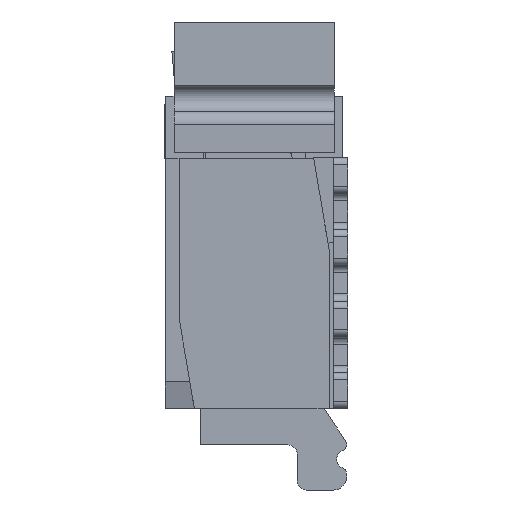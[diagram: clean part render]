
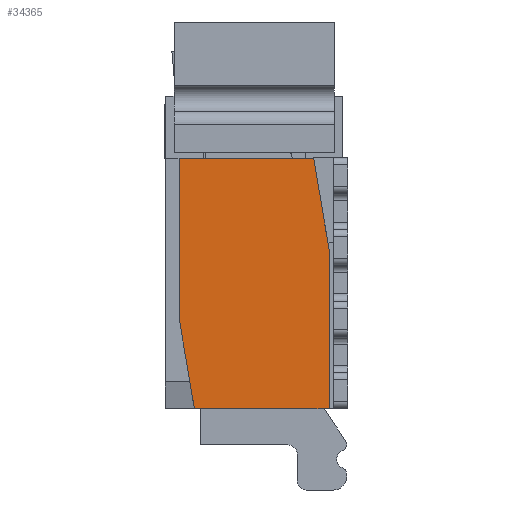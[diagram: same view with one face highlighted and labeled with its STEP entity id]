
A CAD part, left-side view. The second image highlights one B-rep face of the part: STEP entity #34365.
In plain terms, the highlighted planar face has unit normal (-1, 0, 0).
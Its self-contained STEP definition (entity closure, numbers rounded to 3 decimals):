
#132=DIRECTION('',(0.,1.,0.));
#133=VECTOR('',#132,1.885);
#134=CARTESIAN_POINT('',(-17.565,-0.835,-0.87));
#135=LINE('',#134,#133);
#12784=DIRECTION('',(0.,0.167,0.986));
#12785=VECTOR('',#12784,1.288);
#12786=CARTESIAN_POINT('',(-17.565,0.835,-4.37));
#12787=LINE('',#12786,#12785);
#12788=DIRECTION('',(0.,0.,-1.));
#12789=VECTOR('',#12788,2.23);
#12790=CARTESIAN_POINT('',(-17.565,1.05,-0.87));
#12791=LINE('',#12790,#12789);
#12792=DIRECTION('',(0.,-0.167,-0.986));
#12793=VECTOR('',#12792,1.288);
#12794=CARTESIAN_POINT('',(-17.565,-0.835,-0.87));
#12795=LINE('',#12794,#12793);
#12796=DIRECTION('',(0.,0.,-1.));
#12797=VECTOR('',#12796,2.23);
#12798=CARTESIAN_POINT('',(-17.565,-1.05,-2.14));
#12799=LINE('',#12798,#12797);
#12800=DIRECTION('',(0.,1.,0.));
#12801=VECTOR('',#12800,1.885);
#12802=CARTESIAN_POINT('',(-17.565,-1.05,-4.37));
#12803=LINE('',#12802,#12801);
#12901=CARTESIAN_POINT('',(-17.565,1.05,-0.87));
#12903=VERTEX_POINT('',#12901);
#12916=CARTESIAN_POINT('',(-17.565,-1.05,-4.37));
#12917=VERTEX_POINT('',#12916);
#13390=CARTESIAN_POINT('',(-17.565,0.835,-4.37));
#13391=CARTESIAN_POINT('',(-17.565,1.05,-3.1));
#13392=VERTEX_POINT('',#13390);
#13393=VERTEX_POINT('',#13391);
#13394=CARTESIAN_POINT('',(-17.565,-0.835,-0.87));
#13395=CARTESIAN_POINT('',(-17.565,-1.05,-2.14));
#13396=VERTEX_POINT('',#13394);
#13397=VERTEX_POINT('',#13395);
#34350=CARTESIAN_POINT('',(-17.565,-1.245,-4.37));
#34351=DIRECTION('',(-1.,0.,0.));
#34352=DIRECTION('',(0.,0.,1.));
#34353=AXIS2_PLACEMENT_3D('',#34350,#34351,#34352);
#34354=PLANE('',#34353);
#34356=ORIENTED_EDGE('',*,*,#34355,.T.);
#34358=ORIENTED_EDGE('',*,*,#34357,.F.);
#34359=ORIENTED_EDGE('',*,*,#16932,.F.);
#34360=ORIENTED_EDGE('',*,*,#34317,.T.);
#34361=ORIENTED_EDGE('',*,*,#34345,.T.);
#34362=ORIENTED_EDGE('',*,*,#17100,.T.);
#34363=EDGE_LOOP('',(#34356,#34358,#34359,#34360,#34361,#34362));
#34364=FACE_OUTER_BOUND('',#34363,.F.);
#34365=ADVANCED_FACE('',(#34364),#34354,.T.);
#16932=EDGE_CURVE('',#13396,#12903,#135,.T.);
#17100=EDGE_CURVE('',#12917,#13392,#12803,.T.);
#34317=EDGE_CURVE('',#13396,#13397,#12795,.T.);
#34345=EDGE_CURVE('',#13397,#12917,#12799,.T.);
#34355=EDGE_CURVE('',#13392,#13393,#12787,.T.);
#34357=EDGE_CURVE('',#12903,#13393,#12791,.T.);
